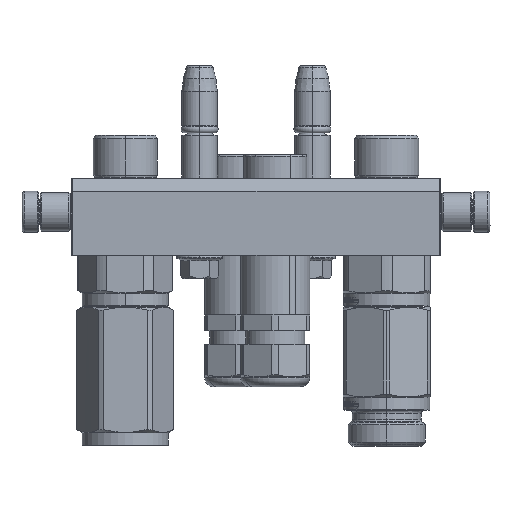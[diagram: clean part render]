
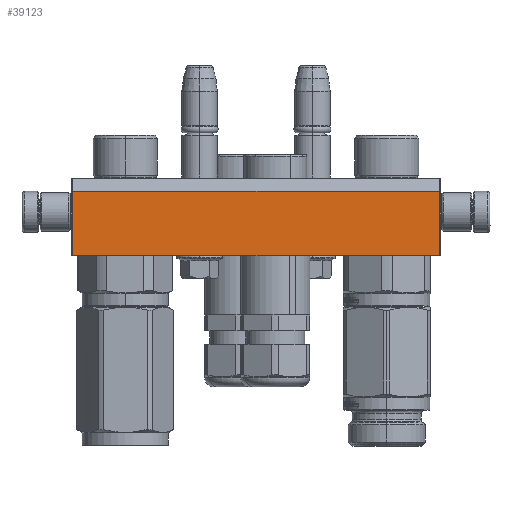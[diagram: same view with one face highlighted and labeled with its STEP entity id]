
A CAD part, left-side view. The second image highlights one B-rep face of the part: STEP entity #39123.
In plain terms, the highlighted face is planar.
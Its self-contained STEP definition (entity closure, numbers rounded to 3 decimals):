
#3165 = FACE_OUTER_BOUND ( 'NONE', #71278, .T. ) ;
#6444 = CARTESIAN_POINT ( 'NONE',  ( 0.5, 5., -90. ) ) ;
#7528 = CARTESIAN_POINT ( 'NONE',  ( 143.5, 30., -90. ) ) ;
#8255 = CARTESIAN_POINT ( 'NONE',  ( 0.5, 5., -90. ) ) ;
#8316 = PLANE ( 'NONE',  #59265 ) ;
#9624 = CARTESIAN_POINT ( 'NONE',  ( 143.5, 5., -90. ) ) ;
#11308 = VERTEX_POINT ( 'NONE', #61532 ) ;
#19973 = LINE ( 'NONE', #9624, #74086 ) ;
#21628 = DIRECTION ( 'NONE',  ( 0., 1., 0. ) ) ;
#21650 = VECTOR ( 'NONE', #25085, 1000. ) ;
#25085 = DIRECTION ( 'NONE',  ( -1., 0., 0. ) ) ;
#28176 = LINE ( 'NONE', #6444, #99128 ) ;
#30571 = DIRECTION ( 'NONE',  ( -1., 0., 0. ) ) ;
#32485 = CARTESIAN_POINT ( 'NONE',  ( 143.5, 5., -90. ) ) ;
#32494 = LINE ( 'NONE', #32485, #21650 ) ;
#35989 = VERTEX_POINT ( 'NONE', #97001 ) ;
#38953 = CARTESIAN_POINT ( 'NONE',  ( 144., 0., -90. ) ) ;
#39123 = ADVANCED_FACE ( 'NONE', ( #3165 ), #8316, .T. ) ;
#42999 = VECTOR ( 'NONE', #52686, 1000. ) ;
#46982 = DIRECTION ( 'NONE',  ( 0., 0., -1. ) ) ;
#50640 = CARTESIAN_POINT ( 'NONE',  ( 143.5, 30., -90. ) ) ;
#52686 = DIRECTION ( 'NONE',  ( -1., 0., 0. ) ) ;
#55766 = EDGE_CURVE ( 'NONE', #11308, #68391, #32494, .T. ) ;
#59265 = AXIS2_PLACEMENT_3D ( 'NONE', #38953, #46982, #30571 ) ;
#60264 = EDGE_CURVE ( 'NONE', #11308, #88935, #19973, .T. ) ;
#61532 = CARTESIAN_POINT ( 'NONE',  ( 143.5, 5., -90. ) ) ;
#68391 = VERTEX_POINT ( 'NONE', #8255 ) ;
#71278 = EDGE_LOOP ( 'NONE', ( #81841, #86179, #72503, #82549 ) ) ;
#72503 = ORIENTED_EDGE ( 'NONE', *, *, #55766, .T. ) ;
#74086 = VECTOR ( 'NONE', #92624, 1000. ) ;
#77891 = LINE ( 'NONE', #7528, #42999 ) ;
#81841 = ORIENTED_EDGE ( 'NONE', *, *, #97389, .F. ) ;
#82549 = ORIENTED_EDGE ( 'NONE', *, *, #84982, .T. ) ;
#84982 = EDGE_CURVE ( 'NONE', #68391, #35989, #28176, .T. ) ;
#86179 = ORIENTED_EDGE ( 'NONE', *, *, #60264, .F. ) ;
#88935 = VERTEX_POINT ( 'NONE', #50640 ) ;
#92624 = DIRECTION ( 'NONE',  ( 0., 1., 0. ) ) ;
#97001 = CARTESIAN_POINT ( 'NONE',  ( 0.5, 30., -90. ) ) ;
#97389 = EDGE_CURVE ( 'NONE', #88935, #35989, #77891, .T. ) ;
#99128 = VECTOR ( 'NONE', #21628, 1000. ) ;
